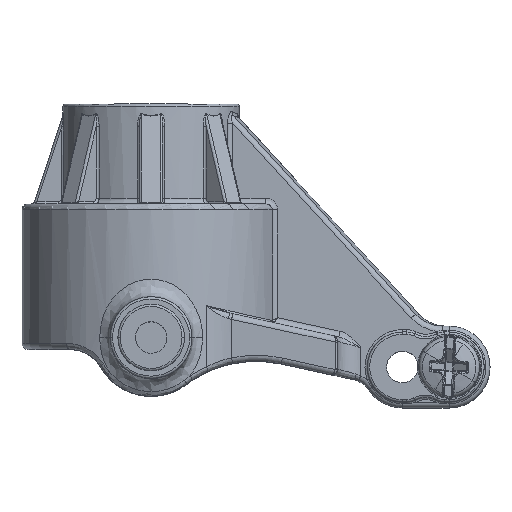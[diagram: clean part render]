
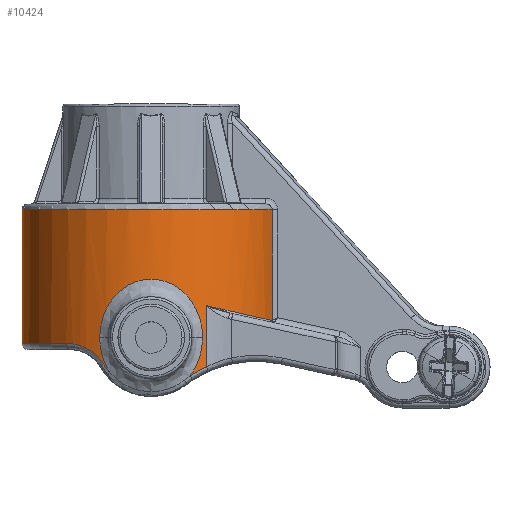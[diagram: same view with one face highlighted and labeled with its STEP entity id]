
A CAD part, top view. The second image highlights one B-rep face of the part: STEP entity #10424.
In plain terms, the highlighted cylindrical face has radius 11.05 mm (diameter 22.1 mm), a partial arc.
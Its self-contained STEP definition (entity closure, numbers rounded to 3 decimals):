
#496=B_SPLINE_CURVE_WITH_KNOTS('',3,(#15296,#15297,#15298,#15299,#15300,
#15301,#15302,#15303,#15304),.UNSPECIFIED.,.F.,.F.,(4,1,1,1,1,1,4),(0.,
0.25,0.375,0.5,0.625,0.75,1.),.UNSPECIFIED.);
#497=B_SPLINE_CURVE_WITH_KNOTS('',3,(#15306,#15307,#15308,#15309),
 .UNSPECIFIED.,.F.,.F.,(4,4),(0.,1.),.PIECEWISE_BEZIER_KNOTS.);
#498=B_SPLINE_CURVE_WITH_KNOTS('',3,(#15311,#15312,#15313,#15314),
 .UNSPECIFIED.,.F.,.F.,(4,4),(0.,1.),.UNSPECIFIED.);
#499=B_SPLINE_CURVE_WITH_KNOTS('',3,(#15316,#15317,#15318,#15319,#15320,
#15321,#15322,#15323,#15324,#15325,#15326,#15327,#15328,#15329,#15330),
 .UNSPECIFIED.,.F.,.F.,(4,1,1,1,1,1,1,1,1,1,1,1,4),(0.,0.125,0.25,0.313,
0.375,0.438,0.5,0.563,0.625,0.688,0.75,0.875,1.),.UNSPECIFIED.);
#500=B_SPLINE_CURVE_WITH_KNOTS('',3,(#15332,#15333,#15334,#15335),
 .UNSPECIFIED.,.F.,.F.,(4,4),(0.,1.),.UNSPECIFIED.);
#501=B_SPLINE_CURVE_WITH_KNOTS('',3,(#15337,#15338,#15339,#15340),
 .UNSPECIFIED.,.F.,.F.,(4,4),(0.,1.),.UNSPECIFIED.);
#502=B_SPLINE_CURVE_WITH_KNOTS('',3,(#15344,#15345,#15346,#15347,#15348,
#15349,#15350,#15351,#15352,#15353,#15354),.UNSPECIFIED.,.F.,.F.,(4,1,1,
1,1,1,1,1,4),(0.,0.25,0.375,0.438,0.5,0.563,0.625,0.75,1.),
 .UNSPECIFIED.);
#503=B_SPLINE_CURVE_WITH_KNOTS('',3,(#15356,#15357,#15358,#15359),
 .UNSPECIFIED.,.F.,.F.,(4,4),(0.,1.),.PIECEWISE_BEZIER_KNOTS.);
#1462=LINE('',#14966,#1819);
#1469=LINE('',#15342,#1826);
#1470=LINE('',#15361,#1827);
#1819=VECTOR('',#12197,1000.);
#1826=VECTOR('',#12228,1000.);
#1827=VECTOR('',#12229,1000.);
#2179=CYLINDRICAL_SURFACE('',#11212,11.05);
#2509=ORIENTED_EDGE('',*,*,#5808,.F.);
#2510=ORIENTED_EDGE('',*,*,#5774,.F.);
#2511=ORIENTED_EDGE('',*,*,#5807,.T.);
#2512=ORIENTED_EDGE('',*,*,#5809,.T.);
#2513=ORIENTED_EDGE('',*,*,#5810,.T.);
#2514=ORIENTED_EDGE('',*,*,#5811,.T.);
#2515=ORIENTED_EDGE('',*,*,#5812,.T.);
#2516=ORIENTED_EDGE('',*,*,#5813,.T.);
#2517=ORIENTED_EDGE('',*,*,#5814,.T.);
#2518=ORIENTED_EDGE('',*,*,#5815,.T.);
#2519=ORIENTED_EDGE('',*,*,#5816,.F.);
#2520=ORIENTED_EDGE('',*,*,#5817,.T.);
#2521=ORIENTED_EDGE('',*,*,#5818,.F.);
#5774=EDGE_CURVE('',#7433,#7434,#1462,.T.);
#5807=EDGE_CURVE('',#7433,#7458,#8367,.T.);
#5808=EDGE_CURVE('',#7434,#7459,#8368,.T.);
#5809=EDGE_CURVE('',#7458,#7460,#496,.T.);
#5810=EDGE_CURVE('',#7460,#7461,#497,.T.);
#5811=EDGE_CURVE('',#7461,#7462,#498,.T.);
#5812=EDGE_CURVE('',#7462,#7463,#499,.T.);
#5813=EDGE_CURVE('',#7463,#7464,#500,.T.);
#5814=EDGE_CURVE('',#7464,#7465,#501,.T.);
#5815=EDGE_CURVE('',#7465,#7466,#1469,.T.);
#5816=EDGE_CURVE('',#7467,#7466,#502,.F.);
#5817=EDGE_CURVE('',#7467,#7468,#503,.T.);
#5818=EDGE_CURVE('',#7459,#7468,#1470,.T.);
#7433=VERTEX_POINT('',#14965);
#7434=VERTEX_POINT('',#14967);
#7458=VERTEX_POINT('',#15291);
#7459=VERTEX_POINT('',#15295);
#7460=VERTEX_POINT('',#15305);
#7461=VERTEX_POINT('',#15310);
#7462=VERTEX_POINT('',#15315);
#7463=VERTEX_POINT('',#15331);
#7464=VERTEX_POINT('',#15336);
#7465=VERTEX_POINT('',#15341);
#7466=VERTEX_POINT('',#15343);
#7467=VERTEX_POINT('',#15355);
#7468=VERTEX_POINT('',#15360);
#8367=CIRCLE('',#11211,11.05);
#8368=CIRCLE('',#11213,11.05);
#8824=EDGE_LOOP('',(#2509,#2510,#2511,#2512,#2513,#2514,#2515,#2516,#2517,
#2518,#2519,#2520,#2521));
#9585=FACE_BOUND('',#8824,.T.);
#10424=ADVANCED_FACE('',(#9585),#2179,.T.);
#11211=AXIS2_PLACEMENT_3D('',#15292,#12222,#12223);
#11212=AXIS2_PLACEMENT_3D('',#15293,#12224,#12225);
#11213=AXIS2_PLACEMENT_3D('',#15294,#12226,#12227);
#12197=DIRECTION('',(0.,1.,0.));
#12222=DIRECTION('',(0.,1.,0.));
#12223=DIRECTION('',(1.,0.,0.));
#12224=DIRECTION('',(0.,1.,0.));
#12225=DIRECTION('',(1.,0.,0.));
#12226=DIRECTION('',(0.,1.,0.));
#12227=DIRECTION('',(1.,0.,0.));
#12228=DIRECTION('',(0.,1.,0.));
#12229=DIRECTION('',(0.,-1.,0.));
#14965=CARTESIAN_POINT('',(-11.05,-0.5,0.));
#14966=CARTESIAN_POINT('',(-11.05,2.225,0.));
#14967=CARTESIAN_POINT('',(-11.05,10.95,0.));
#15291=CARTESIAN_POINT('',(-7.257,-0.5,8.333));
#15292=CARTESIAN_POINT('',(0.,-0.5,0.));
#15293=CARTESIAN_POINT('',(0.,2.225,0.));
#15294=CARTESIAN_POINT('',(0.,10.95,0.));
#15295=CARTESIAN_POINT('',(10.366,10.95,3.827));
#15296=CARTESIAN_POINT('',(-7.257,-0.5,8.333));
#15297=CARTESIAN_POINT('',(-6.975,-0.5,8.578));
#15298=CARTESIAN_POINT('',(-6.577,-0.539,8.892));
#15299=CARTESIAN_POINT('',(-5.972,-0.712,9.302));
#15300=CARTESIAN_POINT('',(-5.56,-0.886,9.554));
#15301=CARTESIAN_POINT('',(-5.122,-1.141,9.795));
#15302=CARTESIAN_POINT('',(-4.61,-1.542,10.049));
#15303=CARTESIAN_POINT('',(-4.263,-1.951,10.197));
#15304=CARTESIAN_POINT('',(-4.082,-2.25,10.268));
#15305=CARTESIAN_POINT('',(-4.082,-2.25,10.268));
#15306=CARTESIAN_POINT('',(-4.082,-2.25,10.268));
#15307=CARTESIAN_POINT('',(-3.927,-2.507,10.33));
#15308=CARTESIAN_POINT('',(-3.746,-2.747,10.398));
#15309=CARTESIAN_POINT('',(-3.543,-2.968,10.467));
#15310=CARTESIAN_POINT('',(-3.543,-2.968,10.467));
#15311=CARTESIAN_POINT('',(-3.543,-2.968,10.467));
#15312=CARTESIAN_POINT('',(-4.108,-2.097,10.275));
#15313=CARTESIAN_POINT('',(-4.402,-1.06,10.135));
#15314=CARTESIAN_POINT('',(-4.402,0.,10.135));
#15315=CARTESIAN_POINT('',(-4.402,0.,10.135));
#15316=CARTESIAN_POINT('',(-4.402,0.,10.135));
#15317=CARTESIAN_POINT('',(-4.402,0.634,10.135));
#15318=CARTESIAN_POINT('',(-4.188,1.888,10.232));
#15319=CARTESIAN_POINT('',(-3.439,3.241,10.517));
#15320=CARTESIAN_POINT('',(-2.546,4.121,10.761));
#15321=CARTESIAN_POINT('',(-1.795,4.602,10.914));
#15322=CARTESIAN_POINT('',(-0.909,4.932,11.025));
#15323=CARTESIAN_POINT('',(0.001,5.034,11.062));
#15324=CARTESIAN_POINT('',(0.909,4.932,11.025));
#15325=CARTESIAN_POINT('',(1.797,4.602,10.914));
#15326=CARTESIAN_POINT('',(2.546,4.121,10.761));
#15327=CARTESIAN_POINT('',(3.44,3.241,10.517));
#15328=CARTESIAN_POINT('',(4.188,1.888,10.232));
#15329=CARTESIAN_POINT('',(4.402,0.634,10.135));
#15330=CARTESIAN_POINT('',(4.402,0.,10.135));
#15331=CARTESIAN_POINT('',(4.402,0.,10.135));
#15332=CARTESIAN_POINT('',(4.402,0.,10.135));
#15333=CARTESIAN_POINT('',(4.402,-1.174,10.135));
#15334=CARTESIAN_POINT('',(4.031,-2.341,10.314));
#15335=CARTESIAN_POINT('',(3.344,-3.253,10.532));
#15336=CARTESIAN_POINT('',(3.344,-3.253,10.532));
#15337=CARTESIAN_POINT('',(3.344,-3.253,10.532));
#15338=CARTESIAN_POINT('',(3.796,-2.966,10.388));
#15339=CARTESIAN_POINT('',(4.263,-2.716,10.208));
#15340=CARTESIAN_POINT('',(4.738,-2.503,9.983));
#15341=CARTESIAN_POINT('',(4.738,-2.503,9.983));
#15342=CARTESIAN_POINT('',(4.738,2.225,9.983));
#15343=CARTESIAN_POINT('',(4.738,2.732,9.983));
#15344=CARTESIAN_POINT('',(4.738,2.732,9.983));
#15345=CARTESIAN_POINT('',(5.426,2.578,9.656));
#15346=CARTESIAN_POINT('',(6.366,2.369,9.078));
#15347=CARTESIAN_POINT('',(7.288,2.163,8.318));
#15348=CARTESIAN_POINT('',(7.776,2.054,7.856));
#15349=CARTESIAN_POINT('',(8.096,1.983,7.527));
#15350=CARTESIAN_POINT('',(8.476,1.898,7.097));
#15351=CARTESIAN_POINT('',(8.922,1.799,6.536));
#15352=CARTESIAN_POINT('',(9.631,1.641,5.499));
#15353=CARTESIAN_POINT('',(10.087,1.539,4.563));
#15354=CARTESIAN_POINT('',(10.328,1.486,3.929));
#15355=CARTESIAN_POINT('',(10.328,1.486,3.929));
#15356=CARTESIAN_POINT('',(10.328,1.486,3.929));
#15357=CARTESIAN_POINT('',(10.341,1.483,3.895));
#15358=CARTESIAN_POINT('',(10.354,1.486,3.86));
#15359=CARTESIAN_POINT('',(10.366,1.496,3.827));
#15360=CARTESIAN_POINT('',(10.366,1.496,3.827));
#15361=CARTESIAN_POINT('',(10.366,2.225,3.827));
